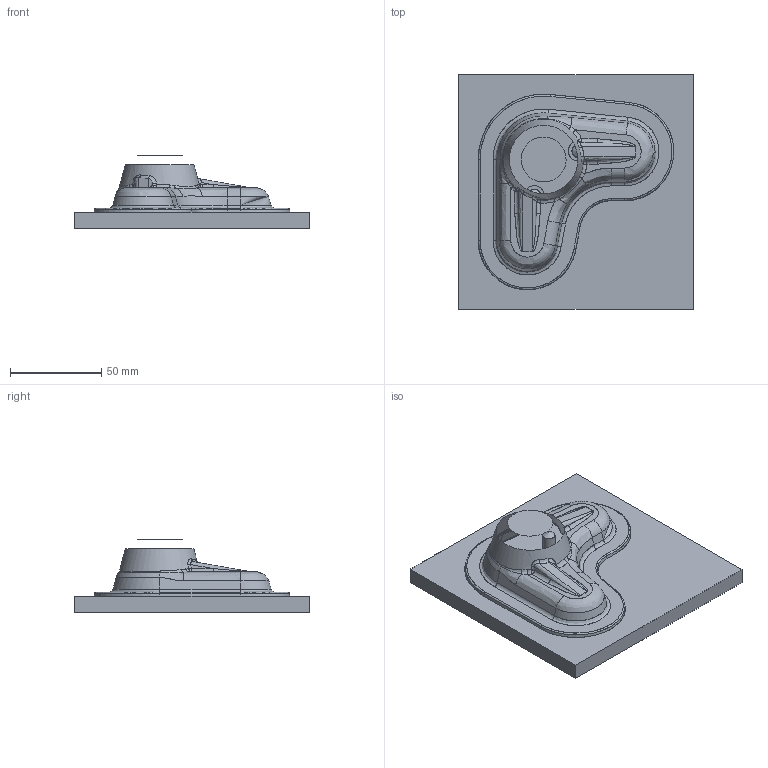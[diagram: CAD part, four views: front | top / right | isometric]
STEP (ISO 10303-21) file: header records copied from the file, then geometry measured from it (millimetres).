
FILE_DESCRIPTION(/* description */ ('AP-214 File'),/* implementation_level */ '2;1');
FILE_NAME(/* name */ 'QT',/* time_stamp */ 'Tue Apr 22 09:30:35 2025',/* author */ (''),/* organization */ (''),/* preprocessor_version */ 'Autodesk STEP V1',/* originating_system */ 'Autodesk Manufacturing Data Exchange Utility8.6.1009',/* authorisation */ '');
FILE_SCHEMA (('AUTOMOTIVE_DESIGN'));
Bounding box: 128.91 x 128.91 x 40.01 mm (x, y, z)
Surface area: 42454.6 mm2 (no closed solid volume)
Topology: 0 solids, 123 shells, 124 faces, 555 edges, 523 vertices
Faces by surface type: bspline 124
Entity records: 8114 total; most frequent: CARTESIAN_POINT 4681, ORIENTED_EDGE 551, EDGE_CURVE 538, VERTEX_POINT 537, DIRECTION 306, STYLED_ITEM 246, TRIMMED_CURVE 224, B_SPLINE_CURVE_WITH_KNOTS 177
